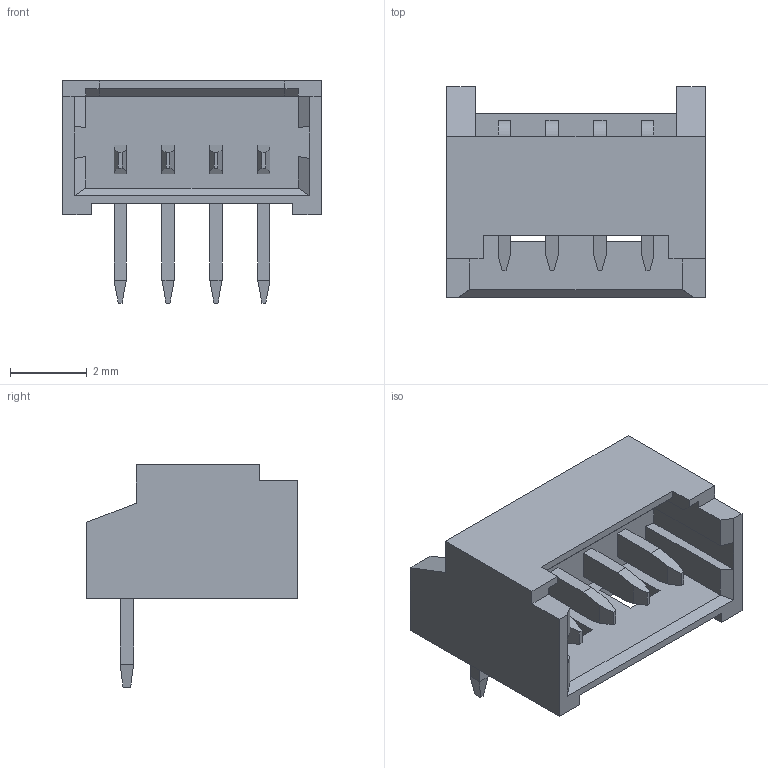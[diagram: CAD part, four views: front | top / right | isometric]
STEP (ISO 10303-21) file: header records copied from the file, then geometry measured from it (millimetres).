
FILE_DESCRIPTION(/* description */ (''),/* implementation_level */ '2;1');
FILE_NAME(/* name */ '530480410wbm000_01_214.stp',/* time_stamp */ '2021-10-22T20:45:17+05:00',/* author */ (''),/* organization */ (''),/* preprocessor_version */ 'ST-DEVELOPER v16.7',/* originating_system */ 'SIEMENS PLM Software NX 1919',/* authorisation */ '');
FILE_SCHEMA (('AUTOMOTIVE_DESIGN { 1 0 10303 214 3 1 1 1 }'));
Length unit declared in the file: millimetre
Products named in the file (1): 530480410wbm000_01
Bounding box: 6.75 x 5.5 x 5.8 mm (x, y, z)
Volume: 57.2 mm3; surface area: 213.7 mm2
Topology: 1 solids, 1 shells, 136 faces, 356 edges, 230 vertices
Faces by surface type: plane 132, cylinder 4
Entity records: 4104 total; most frequent: CARTESIAN_POINT 723, ORIENTED_EDGE 712, DIRECTION 638, EDGE_CURVE 356, LINE 348, VECTOR 348, VERTEX_POINT 230, EDGE_LOOP 148
